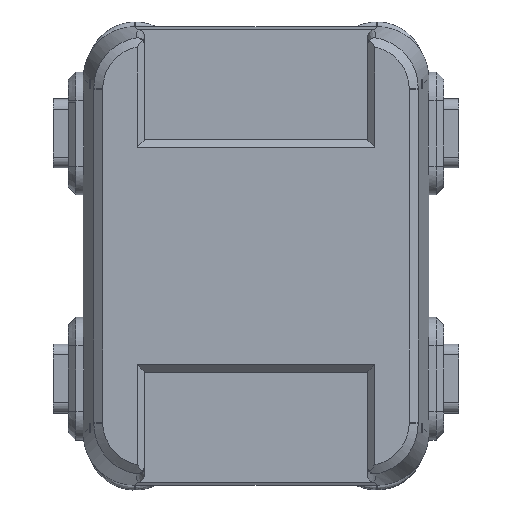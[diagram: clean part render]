
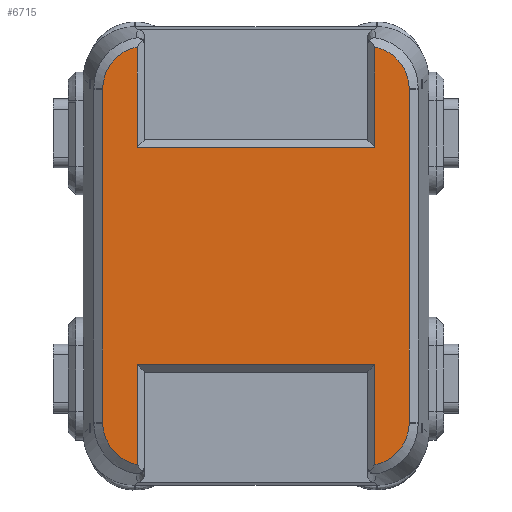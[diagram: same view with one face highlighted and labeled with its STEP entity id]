
A CAD part, top view. The second image highlights one B-rep face of the part: STEP entity #6715.
In plain terms, the highlighted planar face has unit normal (0, 0, 1).
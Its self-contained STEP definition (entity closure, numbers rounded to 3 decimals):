
#430=B_SPLINE_CURVE_WITH_KNOTS('',3,(#11130,#11131,#11132,#11133,#11134),
 .UNSPECIFIED.,.F.,.F.,(4,1,4),(-0.567,-0.074,
0.739),.UNSPECIFIED.);
#436=B_SPLINE_CURVE_WITH_KNOTS('',3,(#11280,#11281,#11282,#11283,#11284,
#11285,#11286,#11287,#11288,#11289),.UNSPECIFIED.,.F.,.F.,(4,3,3,4),(-1.229,
-1.032,-0.836,-0.597),.UNSPECIFIED.);
#440=B_SPLINE_CURVE_WITH_KNOTS('',3,(#11371,#11372,#11373,#11374,#11375,
#11376,#11377,#11378,#11379,#11380),.UNSPECIFIED.,.F.,.F.,(4,3,3,4),(-0.816,
-0.578,-0.382,-0.185),.UNSPECIFIED.);
#441=B_SPLINE_CURVE_WITH_KNOTS('',3,(#11382,#11383,#11384,#11385),
 .UNSPECIFIED.,.F.,.F.,(4,4),(-0.185,-0.172),
 .UNSPECIFIED.);
#442=B_SPLINE_CURVE_WITH_KNOTS('',3,(#11388,#11389,#11390,#11391),
 .UNSPECIFIED.,.F.,.F.,(4,4),(0.739,0.766),
 .UNSPECIFIED.);
#443=B_SPLINE_CURVE_WITH_KNOTS('',3,(#11394,#11395,#11396,#11397,#11398,
#11399,#11400,#11401,#11402,#11403),.UNSPECIFIED.,.F.,.F.,(4,3,3,4),(0.185,
0.48,0.676,0.816),.UNSPECIFIED.);
#444=B_SPLINE_CURVE_WITH_KNOTS('',3,(#11405,#11406,#11407,#11408),
 .UNSPECIFIED.,.F.,.F.,(4,4),(-0.766,-0.739),
 .UNSPECIFIED.);
#445=B_SPLINE_CURVE_WITH_KNOTS('',3,(#11411,#11412,#11413,#11414),
 .UNSPECIFIED.,.F.,.F.,(4,4),(-1.242,-1.229),
 .UNSPECIFIED.);
#791=FACE_OUTER_BOUND('',#1168,.T.);
#1168=EDGE_LOOP('',(#5454,#5455,#5456,#5457,#5458,#5459,#5460,#5461,#5462,
#5463,#5464,#5465,#5466,#5467,#5468,#5469));
#1704=LINE('',#10978,#2305);
#1717=LINE('',#11141,#2318);
#1730=LINE('',#11296,#2331);
#1736=LINE('',#11367,#2337);
#1738=LINE('',#11387,#2339);
#1739=LINE('',#11392,#2340);
#1740=LINE('',#11410,#2341);
#1741=LINE('',#11415,#2342);
#2305=VECTOR('',#8741,10.);
#2318=VECTOR('',#8776,10.);
#2331=VECTOR('',#8811,10.);
#2337=VECTOR('',#8833,10.);
#2339=VECTOR('',#8837,10.);
#2340=VECTOR('',#8838,10.);
#2341=VECTOR('',#8839,10.);
#2342=VECTOR('',#8840,10.);
#3059=VERTEX_POINT('',#10972);
#3060=VERTEX_POINT('',#10977);
#3074=VERTEX_POINT('',#11124);
#3075=VERTEX_POINT('',#11129);
#3077=VERTEX_POINT('',#11139);
#3093=VERTEX_POINT('',#11274);
#3094=VERTEX_POINT('',#11279);
#3096=VERTEX_POINT('',#11294);
#3106=VERTEX_POINT('',#11361);
#3107=VERTEX_POINT('',#11366);
#3108=VERTEX_POINT('',#11370);
#3109=VERTEX_POINT('',#11381);
#3110=VERTEX_POINT('',#11386);
#3111=VERTEX_POINT('',#11393);
#3112=VERTEX_POINT('',#11404);
#3113=VERTEX_POINT('',#11409);
#3891=EDGE_CURVE('',#3059,#3060,#1704,.T.);
#3913=EDGE_CURVE('',#3074,#3075,#430,.T.);
#3917=EDGE_CURVE('',#3077,#3074,#1717,.T.);
#3939=EDGE_CURVE('',#3093,#3094,#436,.F.);
#3943=EDGE_CURVE('',#3096,#3093,#1730,.T.);
#3957=EDGE_CURVE('',#3106,#3107,#1736,.T.);
#3959=EDGE_CURVE('',#3108,#3106,#440,.F.);
#3960=EDGE_CURVE('',#3108,#3109,#441,.T.);
#3961=EDGE_CURVE('',#3110,#3109,#1738,.T.);
#3962=EDGE_CURVE('',#3075,#3110,#442,.T.);
#3963=EDGE_CURVE('',#3077,#3060,#1739,.T.);
#3964=EDGE_CURVE('',#3111,#3059,#443,.T.);
#3965=EDGE_CURVE('',#3112,#3111,#444,.T.);
#3966=EDGE_CURVE('',#3113,#3112,#1740,.T.);
#3967=EDGE_CURVE('',#3113,#3094,#445,.T.);
#3968=EDGE_CURVE('',#3096,#3107,#1741,.T.);
#5454=ORIENTED_EDGE('',*,*,#3957,.F.);
#5455=ORIENTED_EDGE('',*,*,#3959,.F.);
#5456=ORIENTED_EDGE('',*,*,#3960,.T.);
#5457=ORIENTED_EDGE('',*,*,#3961,.F.);
#5458=ORIENTED_EDGE('',*,*,#3962,.F.);
#5459=ORIENTED_EDGE('',*,*,#3913,.F.);
#5460=ORIENTED_EDGE('',*,*,#3917,.F.);
#5461=ORIENTED_EDGE('',*,*,#3963,.T.);
#5462=ORIENTED_EDGE('',*,*,#3891,.F.);
#5463=ORIENTED_EDGE('',*,*,#3964,.F.);
#5464=ORIENTED_EDGE('',*,*,#3965,.F.);
#5465=ORIENTED_EDGE('',*,*,#3966,.F.);
#5466=ORIENTED_EDGE('',*,*,#3967,.T.);
#5467=ORIENTED_EDGE('',*,*,#3939,.F.);
#5468=ORIENTED_EDGE('',*,*,#3943,.F.);
#5469=ORIENTED_EDGE('',*,*,#3968,.T.);
#6434=PLANE('',#7352);
#6715=ADVANCED_FACE('',(#791),#6434,.F.);
#7352=AXIS2_PLACEMENT_3D('',#11369,#8835,#8836);
#8741=DIRECTION('',(0.,1.,0.));
#8776=DIRECTION('',(0.,-1.,0.));
#8811=DIRECTION('',(0.,1.,0.));
#8833=DIRECTION('',(0.,-1.,0.));
#8835=DIRECTION('center_axis',(0.,0.,-1.));
#8836=DIRECTION('ref_axis',(1.,0.,0.));
#8837=DIRECTION('',(0.,1.,0.));
#8838=DIRECTION('',(1.,0.,0.));
#8839=DIRECTION('',(0.,-1.,0.));
#8840=DIRECTION('',(-1.,0.,0.));
#10972=CARTESIAN_POINT('',(29.675,0.497,11.7));
#10977=CARTESIAN_POINT('',(29.675,11.28,11.7));
#10978=CARTESIAN_POINT('',(29.675,15.48,11.7));
#11124=CARTESIAN_POINT('',(4.125,0.497,11.7));
#11129=CARTESIAN_POINT('',(0.402,4.96,11.7));
#11130=CARTESIAN_POINT('Ctrl Pts',(4.125,0.498,11.7));
#11131=CARTESIAN_POINT('Ctrl Pts',(3.344,0.658,11.7));
#11132=CARTESIAN_POINT('Ctrl Pts',(1.405,1.594,11.7));
#11133=CARTESIAN_POINT('Ctrl Pts',(0.437,3.632,11.7));
#11134=CARTESIAN_POINT('Ctrl Pts',(0.402,4.96,11.7));
#11139=CARTESIAN_POINT('',(4.125,11.28,11.7));
#11141=CARTESIAN_POINT('',(4.125,20.605,11.7));
#11274=CARTESIAN_POINT('',(29.675,45.463,11.7));
#11279=CARTESIAN_POINT('',(33.398,41.,11.7));
#11280=CARTESIAN_POINT('Ctrl Pts',(33.398,41.,11.7));
#11281=CARTESIAN_POINT('Ctrl Pts',(33.38,41.664,11.7));
#11282=CARTESIAN_POINT('Ctrl Pts',(33.225,42.315,11.7));
#11283=CARTESIAN_POINT('Ctrl Pts',(32.948,42.904,11.7));
#11284=CARTESIAN_POINT('Ctrl Pts',(32.67,43.492,11.7));
#11285=CARTESIAN_POINT('Ctrl Pts',(32.27,44.018,11.7));
#11286=CARTESIAN_POINT('Ctrl Pts',(31.779,44.438,11.7));
#11287=CARTESIAN_POINT('Ctrl Pts',(31.184,44.947,11.7));
#11288=CARTESIAN_POINT('Ctrl Pts',(30.454,45.302,11.7));
#11289=CARTESIAN_POINT('Ctrl Pts',(29.675,45.462,11.7));
#11294=CARTESIAN_POINT('',(29.675,34.68,11.7));
#11296=CARTESIAN_POINT('',(29.675,15.48,11.7));
#11361=CARTESIAN_POINT('',(4.125,45.463,11.7));
#11366=CARTESIAN_POINT('',(4.125,34.68,11.7));
#11367=CARTESIAN_POINT('',(4.125,40.73,11.7));
#11369=CARTESIAN_POINT('Origin',(1.95,33.23,11.7));
#11370=CARTESIAN_POINT('',(0.402,41.,11.7));
#11371=CARTESIAN_POINT('Ctrl Pts',(4.125,45.462,11.7));
#11372=CARTESIAN_POINT('Ctrl Pts',(3.346,45.302,11.7));
#11373=CARTESIAN_POINT('Ctrl Pts',(2.616,44.947,11.7));
#11374=CARTESIAN_POINT('Ctrl Pts',(2.021,44.438,11.7));
#11375=CARTESIAN_POINT('Ctrl Pts',(1.53,44.018,11.7));
#11376=CARTESIAN_POINT('Ctrl Pts',(1.13,43.492,11.7));
#11377=CARTESIAN_POINT('Ctrl Pts',(0.852,42.904,11.7));
#11378=CARTESIAN_POINT('Ctrl Pts',(0.575,42.315,11.7));
#11379=CARTESIAN_POINT('Ctrl Pts',(0.42,41.664,11.7));
#11380=CARTESIAN_POINT('Ctrl Pts',(0.402,41.,11.7));
#11381=CARTESIAN_POINT('',(0.4,40.869,11.7));
#11382=CARTESIAN_POINT('Ctrl Pts',(0.402,41.,11.7));
#11383=CARTESIAN_POINT('Ctrl Pts',(0.401,40.956,11.7));
#11384=CARTESIAN_POINT('Ctrl Pts',(0.4,40.912,11.7));
#11385=CARTESIAN_POINT('Ctrl Pts',(0.4,40.869,11.7));
#11386=CARTESIAN_POINT('',(0.4,5.091,11.7));
#11387=CARTESIAN_POINT('',(0.4,32.85,11.7));
#11388=CARTESIAN_POINT('Ctrl Pts',(0.402,4.96,11.7));
#11389=CARTESIAN_POINT('Ctrl Pts',(0.401,5.004,11.7));
#11390=CARTESIAN_POINT('Ctrl Pts',(0.4,5.048,11.7));
#11391=CARTESIAN_POINT('Ctrl Pts',(0.4,5.091,11.7));
#11392=CARTESIAN_POINT('',(15.175,11.28,11.7));
#11393=CARTESIAN_POINT('',(33.398,4.96,11.7));
#11394=CARTESIAN_POINT('Ctrl Pts',(33.398,4.96,11.7));
#11395=CARTESIAN_POINT('Ctrl Pts',(33.372,3.964,11.7));
#11396=CARTESIAN_POINT('Ctrl Pts',(33.031,2.998,11.7));
#11397=CARTESIAN_POINT('Ctrl Pts',(32.444,2.225,11.7));
#11398=CARTESIAN_POINT('Ctrl Pts',(32.052,1.71,11.7));
#11399=CARTESIAN_POINT('Ctrl Pts',(31.55,1.281,11.7));
#11400=CARTESIAN_POINT('Ctrl Pts',(30.979,0.972,11.7));
#11401=CARTESIAN_POINT('Ctrl Pts',(30.573,0.751,11.7));
#11402=CARTESIAN_POINT('Ctrl Pts',(30.133,0.591,11.7));
#11403=CARTESIAN_POINT('Ctrl Pts',(29.675,0.497,11.7));
#11404=CARTESIAN_POINT('',(33.4,5.091,11.7));
#11405=CARTESIAN_POINT('Ctrl Pts',(33.4,5.091,11.7));
#11406=CARTESIAN_POINT('Ctrl Pts',(33.4,5.048,11.7));
#11407=CARTESIAN_POINT('Ctrl Pts',(33.399,5.004,11.7));
#11408=CARTESIAN_POINT('Ctrl Pts',(33.398,4.96,11.7));
#11409=CARTESIAN_POINT('',(33.4,40.869,11.7));
#11410=CARTESIAN_POINT('',(33.4,23.36,11.7));
#11411=CARTESIAN_POINT('Ctrl Pts',(33.4,40.869,11.7));
#11412=CARTESIAN_POINT('Ctrl Pts',(33.4,40.912,11.7));
#11413=CARTESIAN_POINT('Ctrl Pts',(33.399,40.956,11.7));
#11414=CARTESIAN_POINT('Ctrl Pts',(33.398,41.,11.7));
#11415=CARTESIAN_POINT('',(15.175,34.68,11.7));
